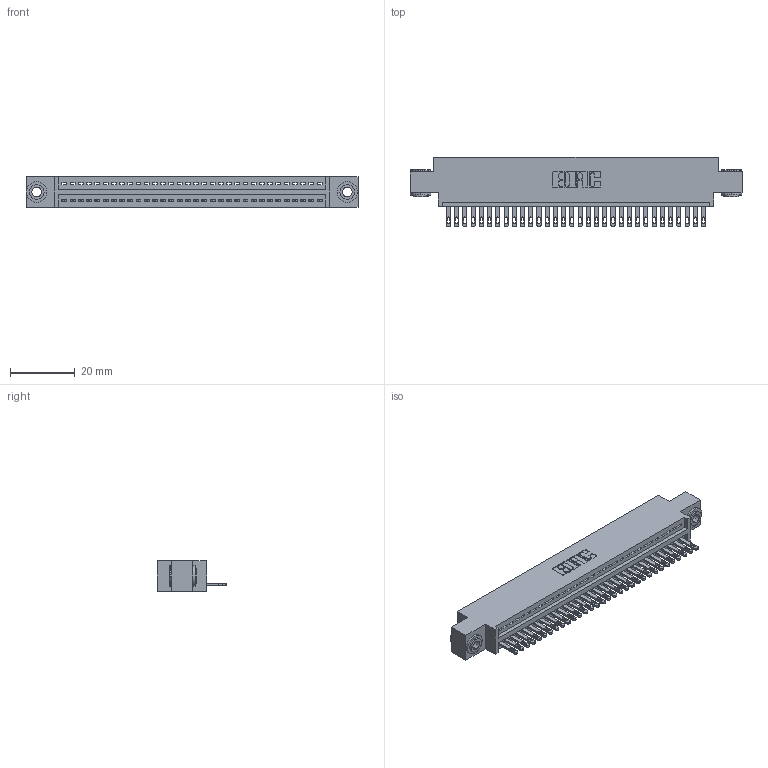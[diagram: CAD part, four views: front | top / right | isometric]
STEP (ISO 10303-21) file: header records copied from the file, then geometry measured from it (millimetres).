
FILE_DESCRIPTION (( 'STEP AP203' ), '1' );
FILE_NAME ('345-032-500-603.STEP', '2019-10-07T13:31:49', ( '' ), ( '' ), 'SwSTEP 2.0', 'SolidWorks 2016', '' );
FILE_SCHEMA (( 'CONFIG_CONTROL_DESIGN' ));
Length unit declared in the file: inch
Products named in the file (4): 345 Part_0.170 Offset - 0.156 Dia-TH; 345-250-002_345-250-002-102; 345-032-500-603; 345-292-001_345-293-100
Assembly tree (35 placements, depth 2):
  345-032-500-603
    345 Part_0.170 Offset - 0.156 Dia-TH
    345-292-001_345-293-100  x32
    345-250-002_345-250-002-102  x2
Bounding box: 102.49 x 21.51 x 9.4 mm (x, y, z)
Volume: 9578.4 mm3; surface area: 13005.8 mm2
Topology: 35 solids, 35 shells, 1896 faces, 5805 edges, 3866 vertices
Faces by surface type: plane 1182, cylinder 706, cone 8
Entity records: 26142 total; most frequent: CARTESIAN_POINT 4507, ORIENTED_EDGE 4466, DIRECTION 3983, EDGE_CURVE 2233, LINE 1945, VECTOR 1945, VERTEX_POINT 1486, AXIS2_PLACEMENT_3D 1019
